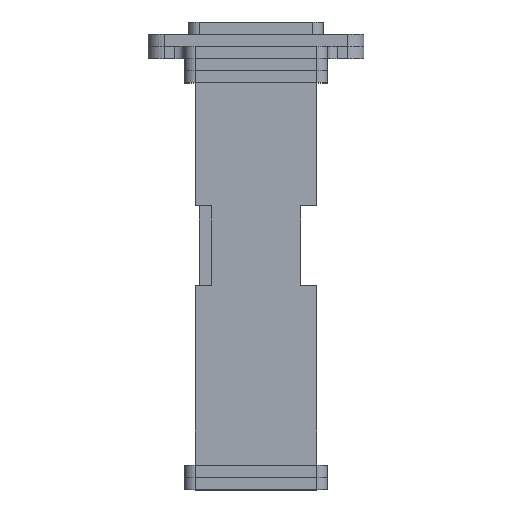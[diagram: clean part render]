
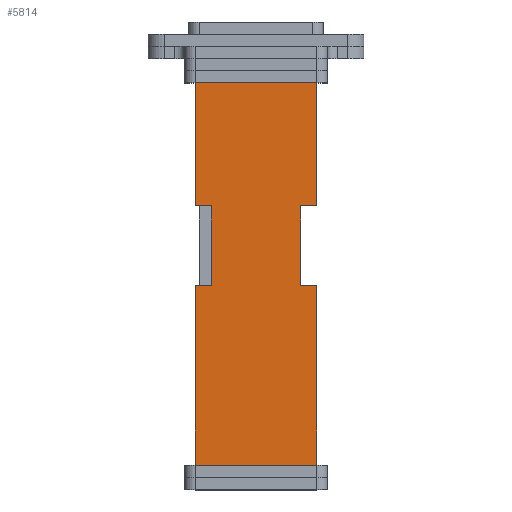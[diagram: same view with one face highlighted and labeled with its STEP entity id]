
A CAD part, top view. The second image highlights one B-rep face of the part: STEP entity #5814.
In plain terms, the highlighted planar face has unit normal (0, 0, 1).
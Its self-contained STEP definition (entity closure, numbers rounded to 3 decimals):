
#424=FACE_OUTER_BOUND('',#758,.T.);
#758=EDGE_LOOP('',(#4359,#4360,#4361,#4362,#4363,#4364,#4365,#4366,#4367,
#4368,#4369,#4370,#4371,#4372,#4373,#4374,#4375,#4376,#4377,#4378));
#1216=LINE('',#8427,#1924);
#1222=LINE('',#8439,#1930);
#1225=LINE('',#8445,#1933);
#1228=LINE('',#8451,#1936);
#1230=LINE('',#8457,#1938);
#1236=LINE('',#8469,#1944);
#1239=LINE('',#8475,#1947);
#1243=LINE('',#8484,#1951);
#1244=LINE('',#8486,#1952);
#1247=LINE('',#8492,#1955);
#1249=LINE('',#8495,#1957);
#1261=LINE('',#8516,#1969);
#1262=LINE('',#8518,#1970);
#1263=LINE('',#8520,#1971);
#1264=LINE('',#8523,#1972);
#1266=LINE('',#8527,#1974);
#1268=LINE('',#8531,#1976);
#1270=LINE('',#8535,#1978);
#1272=LINE('',#8539,#1980);
#1274=LINE('',#8542,#1982);
#1924=VECTOR('',#6852,10.);
#1930=VECTOR('',#6860,10.);
#1933=VECTOR('',#6865,10.);
#1936=VECTOR('',#6870,10.);
#1938=VECTOR('',#6874,10.);
#1944=VECTOR('',#6882,10.);
#1947=VECTOR('',#6887,10.);
#1951=VECTOR('',#6893,10.);
#1952=VECTOR('',#6896,10.);
#1955=VECTOR('',#6901,10.);
#1957=VECTOR('',#6905,10.);
#1969=VECTOR('',#6921,10.);
#1970=VECTOR('',#6924,10.);
#1971=VECTOR('',#6927,10.);
#1972=VECTOR('',#6930,10.);
#1974=VECTOR('',#6934,10.);
#1976=VECTOR('',#6938,10.);
#1978=VECTOR('',#6942,10.);
#1980=VECTOR('',#6946,10.);
#1982=VECTOR('',#6950,10.);
#2592=VERTEX_POINT('',#8424);
#2593=VERTEX_POINT('',#8426);
#2595=VERTEX_POINT('',#8432);
#2598=VERTEX_POINT('',#8437);
#2600=VERTEX_POINT('',#8443);
#2602=VERTEX_POINT('',#8449);
#2604=VERTEX_POINT('',#8454);
#2605=VERTEX_POINT('',#8456);
#2607=VERTEX_POINT('',#8462);
#2610=VERTEX_POINT('',#8467);
#2612=VERTEX_POINT('',#8473);
#2613=VERTEX_POINT('',#8477);
#2616=VERTEX_POINT('',#8482);
#2618=VERTEX_POINT('',#8490);
#2625=VERTEX_POINT('',#8514);
#2626=VERTEX_POINT('',#8522);
#2627=VERTEX_POINT('',#8526);
#2628=VERTEX_POINT('',#8530);
#2629=VERTEX_POINT('',#8534);
#2630=VERTEX_POINT('',#8538);
#3216=EDGE_CURVE('',#2592,#2593,#1216,.T.);
#3222=EDGE_CURVE('',#2598,#2595,#1222,.T.);
#3225=EDGE_CURVE('',#2598,#2600,#1225,.T.);
#3228=EDGE_CURVE('',#2602,#2600,#1228,.T.);
#3230=EDGE_CURVE('',#2604,#2605,#1230,.T.);
#3236=EDGE_CURVE('',#2610,#2607,#1236,.T.);
#3239=EDGE_CURVE('',#2610,#2612,#1239,.T.);
#3243=EDGE_CURVE('',#2616,#2613,#1243,.T.);
#3244=EDGE_CURVE('',#2616,#2605,#1244,.T.);
#3247=EDGE_CURVE('',#2618,#2612,#1247,.T.);
#3249=EDGE_CURVE('',#2593,#2602,#1249,.T.);
#3261=EDGE_CURVE('',#2625,#2604,#1261,.T.);
#3262=EDGE_CURVE('',#2613,#2592,#1262,.T.);
#3263=EDGE_CURVE('',#2618,#2595,#1263,.T.);
#3264=EDGE_CURVE('',#2626,#2607,#1264,.T.);
#3266=EDGE_CURVE('',#2627,#2626,#1266,.T.);
#3268=EDGE_CURVE('',#2628,#2627,#1268,.T.);
#3270=EDGE_CURVE('',#2629,#2628,#1270,.T.);
#3272=EDGE_CURVE('',#2630,#2629,#1272,.T.);
#3274=EDGE_CURVE('',#2625,#2630,#1274,.T.);
#4359=ORIENTED_EDGE('',*,*,#3262,.F.);
#4360=ORIENTED_EDGE('',*,*,#3243,.F.);
#4361=ORIENTED_EDGE('',*,*,#3244,.T.);
#4362=ORIENTED_EDGE('',*,*,#3230,.F.);
#4363=ORIENTED_EDGE('',*,*,#3261,.F.);
#4364=ORIENTED_EDGE('',*,*,#3274,.T.);
#4365=ORIENTED_EDGE('',*,*,#3272,.T.);
#4366=ORIENTED_EDGE('',*,*,#3270,.T.);
#4367=ORIENTED_EDGE('',*,*,#3268,.T.);
#4368=ORIENTED_EDGE('',*,*,#3266,.T.);
#4369=ORIENTED_EDGE('',*,*,#3264,.T.);
#4370=ORIENTED_EDGE('',*,*,#3236,.F.);
#4371=ORIENTED_EDGE('',*,*,#3239,.T.);
#4372=ORIENTED_EDGE('',*,*,#3247,.F.);
#4373=ORIENTED_EDGE('',*,*,#3263,.T.);
#4374=ORIENTED_EDGE('',*,*,#3222,.F.);
#4375=ORIENTED_EDGE('',*,*,#3225,.T.);
#4376=ORIENTED_EDGE('',*,*,#3228,.F.);
#4377=ORIENTED_EDGE('',*,*,#3249,.F.);
#4378=ORIENTED_EDGE('',*,*,#3216,.F.);
#5564=PLANE('',#6162);
#5814=ADVANCED_FACE('',(#424),#5564,.T.);
#6162=AXIS2_PLACEMENT_3D('',#8543,#6951,#6952);
#6852=DIRECTION('',(-1.,0.,0.));
#6860=DIRECTION('',(-1.,0.,0.));
#6865=DIRECTION('',(0.,-1.,0.));
#6870=DIRECTION('',(-1.,0.,0.));
#6874=DIRECTION('',(-1.,0.,0.));
#6882=DIRECTION('',(-1.,0.,0.));
#6887=DIRECTION('',(0.,-1.,0.));
#6893=DIRECTION('',(1.,0.,0.));
#6896=DIRECTION('',(0.,1.,0.));
#6901=DIRECTION('',(1.,0.,0.));
#6905=DIRECTION('',(0.,-1.,0.));
#6921=DIRECTION('',(0.,-1.,0.));
#6924=DIRECTION('',(0.,-1.,0.));
#6927=DIRECTION('',(0.,-1.,0.));
#6930=DIRECTION('',(0.,-1.,0.));
#6934=DIRECTION('',(-1.,0.,0.));
#6938=DIRECTION('',(0.,-1.,0.));
#6942=DIRECTION('',(-1.,0.,0.));
#6946=DIRECTION('',(0.,1.,0.));
#6950=DIRECTION('',(-1.,0.,0.));
#6951=DIRECTION('center_axis',(0.,0.,1.));
#6952=DIRECTION('ref_axis',(1.,0.,0.));
#8424=CARTESIAN_POINT('',(-5.,-26.,3.));
#8426=CARTESIAN_POINT('',(-25.,-26.,3.));
#8427=CARTESIAN_POINT('',(0.,-26.,3.));
#8432=CARTESIAN_POINT('',(-65.,-26.,3.));
#8437=CARTESIAN_POINT('',(-45.,-26.,3.));
#8439=CARTESIAN_POINT('',(0.,-26.,3.));
#8443=CARTESIAN_POINT('',(-45.,-37.,3.));
#8445=CARTESIAN_POINT('',(-45.,2.,3.));
#8449=CARTESIAN_POINT('',(-25.,-37.,3.));
#8451=CARTESIAN_POINT('',(-40.,-37.,3.));
#8454=CARTESIAN_POINT('',(-5.,101.5,3.));
#8456=CARTESIAN_POINT('',(-13.,101.5,3.));
#8457=CARTESIAN_POINT('',(-17.5,101.5,3.));
#8462=CARTESIAN_POINT('',(-65.,101.5,3.));
#8467=CARTESIAN_POINT('',(-57.,101.5,3.));
#8469=CARTESIAN_POINT('',(-52.5,101.5,3.));
#8473=CARTESIAN_POINT('',(-57.,62.5,3.));
#8475=CARTESIAN_POINT('',(-57.,84.75,3.));
#8477=CARTESIAN_POINT('',(-5.,62.5,3.));
#8482=CARTESIAN_POINT('',(-13.,62.5,3.));
#8484=CARTESIAN_POINT('',(-17.5,62.5,3.));
#8486=CARTESIAN_POINT('',(-13.,84.75,3.));
#8490=CARTESIAN_POINT('',(-65.,62.5,3.));
#8492=CARTESIAN_POINT('',(-52.5,62.5,3.));
#8495=CARTESIAN_POINT('',(-25.,-9.,3.));
#8514=CARTESIAN_POINT('',(-5.,162.,3.));
#8516=CARTESIAN_POINT('',(-5.,102.,3.));
#8518=CARTESIAN_POINT('',(-5.,2.,3.));
#8520=CARTESIAN_POINT('',(-65.,2.,3.));
#8522=CARTESIAN_POINT('',(-65.,162.,3.));
#8523=CARTESIAN_POINT('',(-65.,102.,3.));
#8526=CARTESIAN_POINT('',(-45.,162.,3.));
#8527=CARTESIAN_POINT('',(-70.,162.,3.));
#8530=CARTESIAN_POINT('',(-45.,179.,3.));
#8531=CARTESIAN_POINT('',(-45.,162.,3.));
#8534=CARTESIAN_POINT('',(-25.,179.,3.));
#8535=CARTESIAN_POINT('',(-45.,179.,3.));
#8538=CARTESIAN_POINT('',(-25.,162.,3.));
#8539=CARTESIAN_POINT('',(-25.,179.,3.));
#8542=CARTESIAN_POINT('',(-70.,162.,3.));
#8543=CARTESIAN_POINT('Origin',(-35.,87.5,3.));
